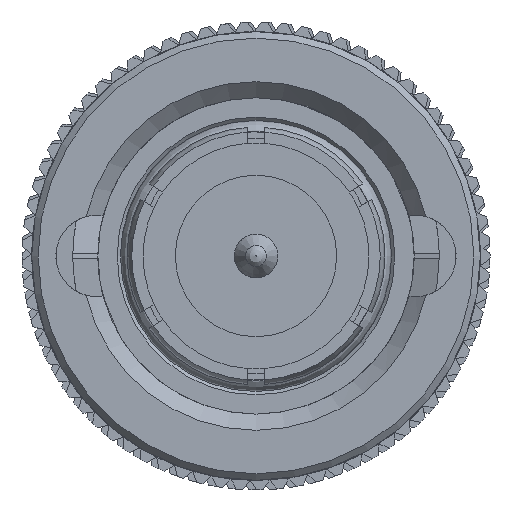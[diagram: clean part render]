
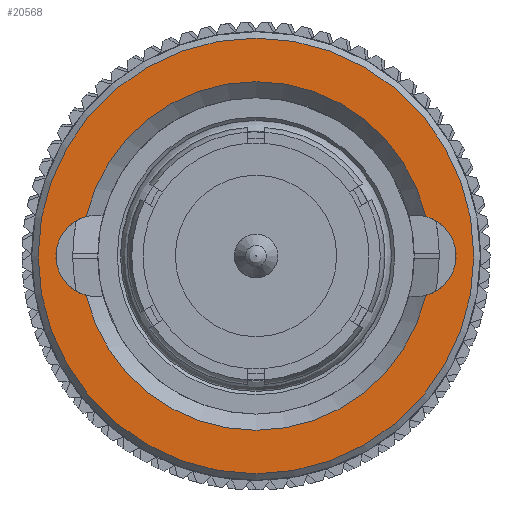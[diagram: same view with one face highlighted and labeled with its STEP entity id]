
A CAD part, front view. The second image highlights one B-rep face of the part: STEP entity #20568.
In plain terms, the highlighted planar face has unit normal (0, -1, 0).
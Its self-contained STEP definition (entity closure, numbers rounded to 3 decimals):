
#3182=PLANE('',#22072);
#7144=ORIENTED_EDGE('',*,*,#9250,.T.);
#7145=ORIENTED_EDGE('',*,*,#9219,.T.);
#7146=ORIENTED_EDGE('',*,*,#9243,.T.);
#7147=ORIENTED_EDGE('',*,*,#9227,.T.);
#7148=ORIENTED_EDGE('',*,*,#9226,.T.);
#9219=EDGE_CURVE('',#10404,#10403,#10965,.T.);
#9226=EDGE_CURVE('',#10408,#10404,#10967,.T.);
#9227=EDGE_CURVE('',#10409,#10408,#10968,.T.);
#9243=EDGE_CURVE('',#10403,#10409,#10972,.T.);
#9250=EDGE_CURVE('',#10420,#10420,#10976,.F.);
#10403=VERTEX_POINT('',#31393);
#10404=VERTEX_POINT('',#31395);
#10408=VERTEX_POINT('',#31412);
#10409=VERTEX_POINT('',#31416);
#10420=VERTEX_POINT('',#31480);
#10965=CIRCLE('',#22042,1.265);
#10967=CIRCLE('',#22046,5.4);
#10968=CIRCLE('',#22048,1.265);
#10972=CIRCLE('',#22063,5.4);
#10976=CIRCLE('',#22073,6.75);
#11966=EDGE_LOOP('',(#7144));
#11967=EDGE_LOOP('',(#7145,#7146,#7147,#7148));
#12968=FACE_BOUND('',#11966,.T.);
#12969=FACE_BOUND('',#11967,.T.);
#20568=ADVANCED_FACE('',(#12968,#12969),#3182,.F.);
#22042=AXIS2_PLACEMENT_3D('',#31394,#26025,#26026);
#22046=AXIS2_PLACEMENT_3D('',#31413,#26035,#26036);
#22048=AXIS2_PLACEMENT_3D('',#31415,#26039,#26040);
#22063=AXIS2_PLACEMENT_3D('',#31459,#26073,#26074);
#22072=AXIS2_PLACEMENT_3D('',#31478,#26091,#26092);
#22073=AXIS2_PLACEMENT_3D('',#31479,#26093,#26094);
#26025=DIRECTION('',(0.,1.,0.));
#26026=DIRECTION('',(-1.,0.,0.));
#26035=DIRECTION('',(0.,1.,0.));
#26036=DIRECTION('',(0.,0.,-1.));
#26039=DIRECTION('',(0.,1.,0.));
#26040=DIRECTION('',(1.,0.,0.));
#26073=DIRECTION('',(0.,1.,0.));
#26074=DIRECTION('',(0.,0.,-1.));
#26091=DIRECTION('',(0.,1.,0.));
#26092=DIRECTION('',(0.,0.,-1.));
#26093=DIRECTION('',(0.,1.,0.));
#26094=DIRECTION('',(0.,0.,-1.));
#31393=CARTESIAN_POINT('',(5.26,-152.4,-1.223));
#31394=CARTESIAN_POINT('',(4.935,-152.4,0.));
#31395=CARTESIAN_POINT('',(5.26,-152.4,1.223));
#31412=CARTESIAN_POINT('',(-5.26,-152.4,1.223));
#31413=CARTESIAN_POINT('',(0.,-152.4,0.));
#31415=CARTESIAN_POINT('',(-4.935,-152.4,0.));
#31416=CARTESIAN_POINT('',(-5.26,-152.4,-1.223));
#31459=CARTESIAN_POINT('',(0.,-152.4,0.));
#31478=CARTESIAN_POINT('',(0.,-152.4,0.));
#31479=CARTESIAN_POINT('',(0.,-152.4,0.));
#31480=CARTESIAN_POINT('',(0.,-152.4,-6.75));
